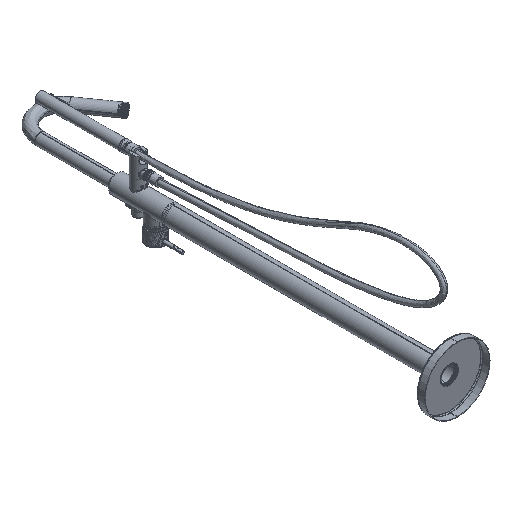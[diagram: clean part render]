
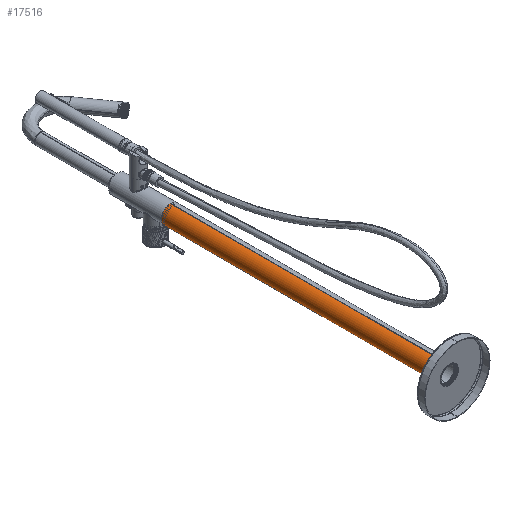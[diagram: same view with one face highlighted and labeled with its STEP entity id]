
A CAD part, isometric view. The second image highlights one B-rep face of the part: STEP entity #17516.
In plain terms, the highlighted cylindrical face has radius 22.5 mm (diameter 45 mm), a partial arc.
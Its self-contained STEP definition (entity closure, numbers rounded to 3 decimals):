
#588 = EDGE_CURVE ( 'NONE', #42403, #35052, #59349, .T. ) ;
#6615 = DIRECTION ( 'NONE',  ( 0., 1., 0. ) ) ;
#13354 = LINE ( 'NONE', #42691, #35601 ) ;
#15846 = CYLINDRICAL_SURFACE ( 'NONE', #19295, 22.5 ) ;
#16221 = DIRECTION ( 'NONE',  ( 0., 0., 1. ) ) ;
#17516 = ADVANCED_FACE ( 'NONE', ( #26533 ), #15846, .T. ) ;
#19295 = AXIS2_PLACEMENT_3D ( 'NONE', #33367, #68361, #16221 ) ;
#19902 = ORIENTED_EDGE ( 'NONE', *, *, #39448, .T. ) ;
#21710 = EDGE_CURVE ( 'NONE', #42403, #56596, #28471, .T. ) ;
#22339 = ORIENTED_EDGE ( 'NONE', *, *, #21710, .T. ) ;
#22526 = CARTESIAN_POINT ( 'NONE',  ( 0., 0., 22.5 ) ) ;
#24894 = VERTEX_POINT ( 'NONE', #22526 ) ;
#26533 = FACE_OUTER_BOUND ( 'NONE', #49907, .T. ) ;
#28471 = LINE ( 'NONE', #45610, #60103 ) ;
#30902 = DIRECTION ( 'NONE',  ( 0., -1., 0. ) ) ;
#32311 = CIRCLE ( 'NONE', #34718, 22.5 ) ;
#33367 = CARTESIAN_POINT ( 'NONE',  ( 0., 690., 0. ) ) ;
#34718 = AXIS2_PLACEMENT_3D ( 'NONE', #34808, #6615, #46629 ) ;
#34808 = CARTESIAN_POINT ( 'NONE',  ( 0., 0., 0. ) ) ;
#34898 = CARTESIAN_POINT ( 'NONE',  ( 0., 684., 0. ) ) ;
#35052 = VERTEX_POINT ( 'NONE', #45242 ) ;
#35601 = VECTOR ( 'NONE', #30902, 1000. ) ;
#38159 = CARTESIAN_POINT ( 'NONE',  ( 0., 684., -22.5 ) ) ;
#38733 = ORIENTED_EDGE ( 'NONE', *, *, #44803, .F. ) ;
#39448 = EDGE_CURVE ( 'NONE', #56596, #24894, #32311, .T. ) ;
#41749 = DIRECTION ( 'NONE',  ( 0., 0., -1. ) ) ;
#42403 = VERTEX_POINT ( 'NONE', #38159 ) ;
#42691 = CARTESIAN_POINT ( 'NONE',  ( 0., 690., 22.5 ) ) ;
#44803 = EDGE_CURVE ( 'NONE', #35052, #24894, #13354, .T. ) ;
#45242 = CARTESIAN_POINT ( 'NONE',  ( 0., 684., 22.5 ) ) ;
#45610 = CARTESIAN_POINT ( 'NONE',  ( 0., 690., -22.5 ) ) ;
#46629 = DIRECTION ( 'NONE',  ( 0., 0., 1. ) ) ;
#49907 = EDGE_LOOP ( 'NONE', ( #64987, #22339, #19902, #38733 ) ) ;
#55122 = CARTESIAN_POINT ( 'NONE',  ( 0., 0., -22.5 ) ) ;
#56596 = VERTEX_POINT ( 'NONE', #55122 ) ;
#58854 = DIRECTION ( 'NONE',  ( 0., 1., 0. ) ) ;
#59349 = CIRCLE ( 'NONE', #69076, 22.5 ) ;
#60103 = VECTOR ( 'NONE', #64195, 1000. ) ;
#64195 = DIRECTION ( 'NONE',  ( 0., -1., 0. ) ) ;
#64987 = ORIENTED_EDGE ( 'NONE', *, *, #588, .F. ) ;
#68361 = DIRECTION ( 'NONE',  ( 0., -1., 0. ) ) ;
#69076 = AXIS2_PLACEMENT_3D ( 'NONE', #34898, #58854, #41749 ) ;
